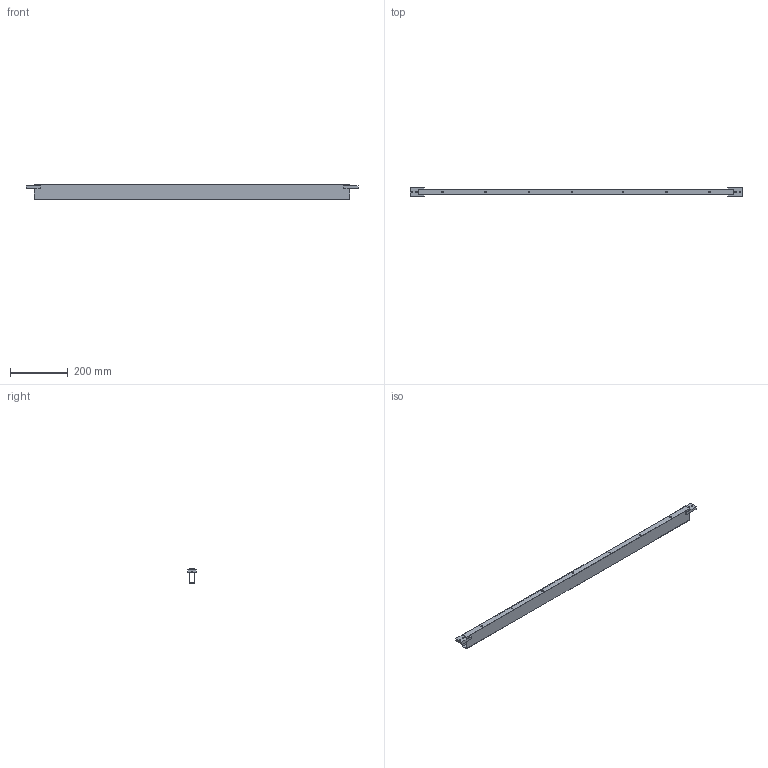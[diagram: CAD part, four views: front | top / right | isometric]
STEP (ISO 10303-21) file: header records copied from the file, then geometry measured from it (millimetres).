
FILE_DESCRIPTION(('STEP AP214'),'1');
FILE_NAME('3033104 EBB Traversenset schwarz.stp','2025-08-04T11:52:53',(' '),(' '),'Spatial InterOp 3D',' ',' ');
FILE_SCHEMA(('AUTOMOTIVE_DESIGN { 1 0 10303 214 1 1 1 1 }'));
Length unit declared in the file: millimetre
Products named in the file (1): Traversenrohr 1096
Bounding box: 1154 x 30 x 50 mm (x, y, z)
Volume: 239164.2 mm3; surface area: 302114.2 mm2
Topology: 1 solids, 1 shells, 60 faces, 189 edges, 123 vertices
Faces by surface type: plane 38, cylinder 18, cone 4
Full cylindrical faces by diameter (mm): 5 x14, 6.5 x4
Entity records: 2450 total; most frequent: CARTESIAN_POINT 335, DIRECTION 314, ORIENTED_EDGE 308, EDGE_CURVE 154, EDGE_LOOP 116, LINE 112, VECTOR 112, VERTEX_POINT 110
